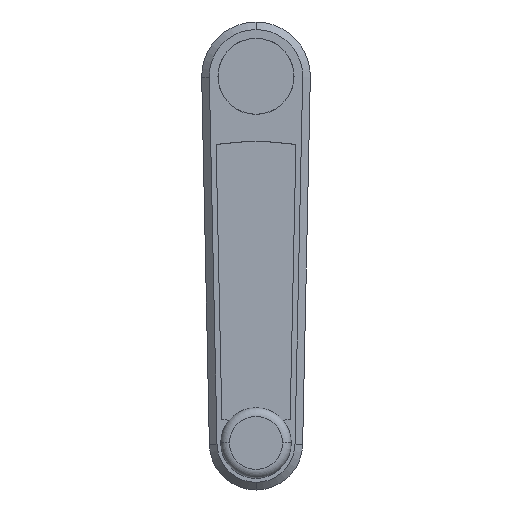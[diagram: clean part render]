
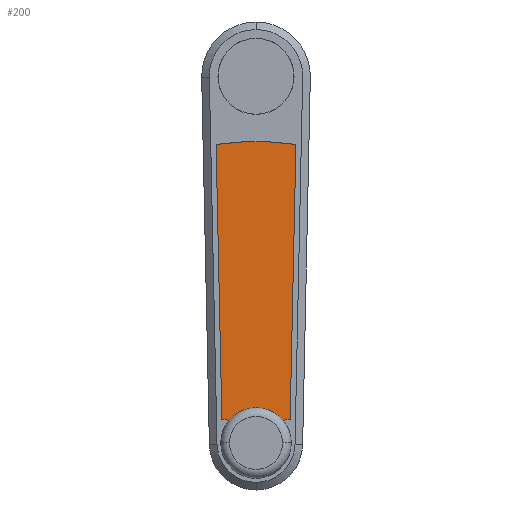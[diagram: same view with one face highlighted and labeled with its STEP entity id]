
A CAD part, top view. The second image highlights one B-rep face of the part: STEP entity #200.
In plain terms, the highlighted planar face has unit normal (0, 0, 1).
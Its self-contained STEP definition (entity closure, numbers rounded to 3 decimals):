
#200=ADVANCED_FACE('',(#455,#456),#457,.T.);
#455=FACE_BOUND('',#770,.T.);
#456=FACE_OUTER_BOUND('',#771,.T.);
#457=PLANE('',#772);
#770=EDGE_LOOP('',(#1295,#1296));
#771=EDGE_LOOP('',(#1297,#1298,#1299,#1300,#1301,#1302,#1303,#1304,#1305,#1306));
#772=AXIS2_PLACEMENT_3D('',#1307,#1308,#1309);
#1295=ORIENTED_EDGE('',*,*,#1934,.T.);
#1296=ORIENTED_EDGE('',*,*,#1861,.T.);
#1297=ORIENTED_EDGE('',*,*,#1937,.T.);
#1298=ORIENTED_EDGE('',*,*,#1851,.F.);
#1299=ORIENTED_EDGE('',*,*,#1960,.F.);
#1300=ORIENTED_EDGE('',*,*,#1858,.F.);
#1301=ORIENTED_EDGE('',*,*,#1943,.T.);
#1302=ORIENTED_EDGE('',*,*,#1962,.T.);
#1303=ORIENTED_EDGE('',*,*,#1963,.T.);
#1304=ORIENTED_EDGE('',*,*,#1964,.T.);
#1305=ORIENTED_EDGE('',*,*,#1965,.T.);
#1306=ORIENTED_EDGE('',*,*,#1945,.T.);
#1307=CARTESIAN_POINT('',(6.261,-69.525,-18.615));
#1308=DIRECTION('',(0.0,0.0,1.0));
#1309=DIRECTION('',(1.0,0.0,0.0));
#1851=EDGE_CURVE('',#2213,#2216,#2217,.T.);
#1858=EDGE_CURVE('',#2227,#2223,#2229,.T.);
#1861=EDGE_CURVE('',#2234,#2231,#2235,.T.);
#1934=EDGE_CURVE('',#2231,#2234,#2342,.T.);
#1937=EDGE_CURVE('',#2345,#2216,#2346,.T.);
#1943=EDGE_CURVE('',#2227,#2353,#2355,.T.);
#1945=EDGE_CURVE('',#2357,#2345,#2358,.T.);
#1960=EDGE_CURVE('',#2223,#2213,#2379,.T.);
#1962=EDGE_CURVE('',#2353,#2381,#2382,.T.);
#1963=EDGE_CURVE('',#2381,#2383,#2384,.T.);
#1964=EDGE_CURVE('',#2383,#2385,#2386,.T.);
#1965=EDGE_CURVE('',#2385,#2357,#2387,.T.);
#2213=VERTEX_POINT('',#2712);
#2216=VERTEX_POINT('',#2716);
#2217=CIRCLE('',#2717,7.585);
#2223=VERTEX_POINT('',#2724);
#2227=VERTEX_POINT('',#2729);
#2229=CIRCLE('',#2732,7.585);
#2231=VERTEX_POINT('',#2734);
#2234=VERTEX_POINT('',#2738);
#2235=CIRCLE('',#2739,7.4);
#2342=CIRCLE('',#2879,7.4);
#2345=VERTEX_POINT('',#2882);
#2346=LINE('',#2883,#2884);
#2353=VERTEX_POINT('',#2894);
#2355=LINE('',#2897,#2898);
#2357=VERTEX_POINT('',#2900);
#2358=CIRCLE('',#2901,95.4);
#2379=CIRCLE('',#2927,7.585);
#2381=VERTEX_POINT('',#2929);
#2382=CIRCLE('',#2930,95.4);
#2383=VERTEX_POINT('',#2931);
#2384=LINE('',#2932,#2933);
#2385=VERTEX_POINT('',#2934);
#2386=CIRCLE('',#2935,95.4);
#2387=LINE('',#2936,#2937);
#2712=CARTESIAN_POINT('',(-7.585,-125.0,-18.615));
#2716=CARTESIAN_POINT('',(-4.07,-118.599,-18.615));
#2717=AXIS2_PLACEMENT_3D('',#3310,#3311,#3312);
#2724=CARTESIAN_POINT('',(7.585,-125.0,-18.615));
#2729=CARTESIAN_POINT('',(4.07,-118.599,-18.615));
#2732=AXIS2_PLACEMENT_3D('',#3322,#3323,#3324);
#2734=CARTESIAN_POINT('',(7.4,-125.0,-18.615));
#2738=CARTESIAN_POINT('',(-7.4,-125.0,-18.615));
#2739=AXIS2_PLACEMENT_3D('',#3326,#3327,#3328);
#2879=AXIS2_PLACEMENT_3D('',#3419,#3420,#3421);
#2882=CARTESIAN_POINT('',(-4.07,-117.513,-18.615));
#2883=CARTESIAN_POINT('',(-4.07,-115.75,-18.615));
#2884=VECTOR('',#3422,1.0);
#2894=CARTESIAN_POINT('',(4.07,-117.513,-18.615));
#2897=CARTESIAN_POINT('',(4.07,-115.75,-18.615));
#2898=VECTOR('',#3427,1.0);
#2900=CARTESIAN_POINT('',(-11.626,-116.889,-18.615));
#2901=AXIS2_PLACEMENT_3D('',#3428,#3429,#3430);
#2927=AXIS2_PLACEMENT_3D('',#3457,#3458,#3459);
#2929=CARTESIAN_POINT('',(11.626,-116.889,-18.615));
#2930=AXIS2_PLACEMENT_3D('',#3460,#3461,#3462);
#2931=CARTESIAN_POINT('',(13.589,-23.173,-18.615));
#2932=CARTESIAN_POINT('',(11.626,-116.889,-18.615));
#2933=VECTOR('',#3463,1.);
#2934=CARTESIAN_POINT('',(-13.589,-23.173,-18.615));
#2935=AXIS2_PLACEMENT_3D('',#3464,#3465,#3466);
#2936=CARTESIAN_POINT('',(-11.626,-116.889,-18.615));
#2937=VECTOR('',#3467,1.);
#3310=CARTESIAN_POINT('',(0.,-125.0,-18.615));
#3311=DIRECTION('',(0.,0.0,-1.0));
#3312=DIRECTION('',(1.0,0.0,0.));
#3322=CARTESIAN_POINT('',(0.,-125.0,-18.615));
#3323=DIRECTION('',(0.,0.0,-1.0));
#3324=DIRECTION('',(1.0,0.0,0.));
#3326=CARTESIAN_POINT('',(0.,-125.0,-18.615));
#3327=DIRECTION('',(0.0,0.0,-1.0));
#3328=DIRECTION('',(1.0,0.0,0.0));
#3419=CARTESIAN_POINT('',(0.,-125.0,-18.615));
#3420=DIRECTION('',(0.0,0.0,-1.0));
#3421=DIRECTION('',(1.0,0.0,0.0));
#3422=DIRECTION('',(0.0,-1.0,0.0));
#3427=DIRECTION('',(0.0,1.0,0.0));
#3428=CARTESIAN_POINT('',(0.,-22.2,-18.615));
#3429=DIRECTION('',(0.0,0.0,1.0));
#3430=DIRECTION('',(1.0,0.0,0.0));
#3457=CARTESIAN_POINT('',(0.,-125.0,-18.615));
#3458=DIRECTION('',(0.,0.0,-1.0));
#3459=DIRECTION('',(1.0,0.0,0.));
#3460=CARTESIAN_POINT('',(0.,-22.2,-18.615));
#3461=DIRECTION('',(0.0,0.0,1.0));
#3462=DIRECTION('',(1.0,0.0,0.0));
#3463=DIRECTION('',(0.021,1.,0.0));
#3464=CARTESIAN_POINT('',(0.,-117.6,-18.615));
#3465=DIRECTION('',(0.,0.0,1.0));
#3466=DIRECTION('',(-1.0,0.0,0.));
#3467=DIRECTION('',(0.021,-1.,0.));
